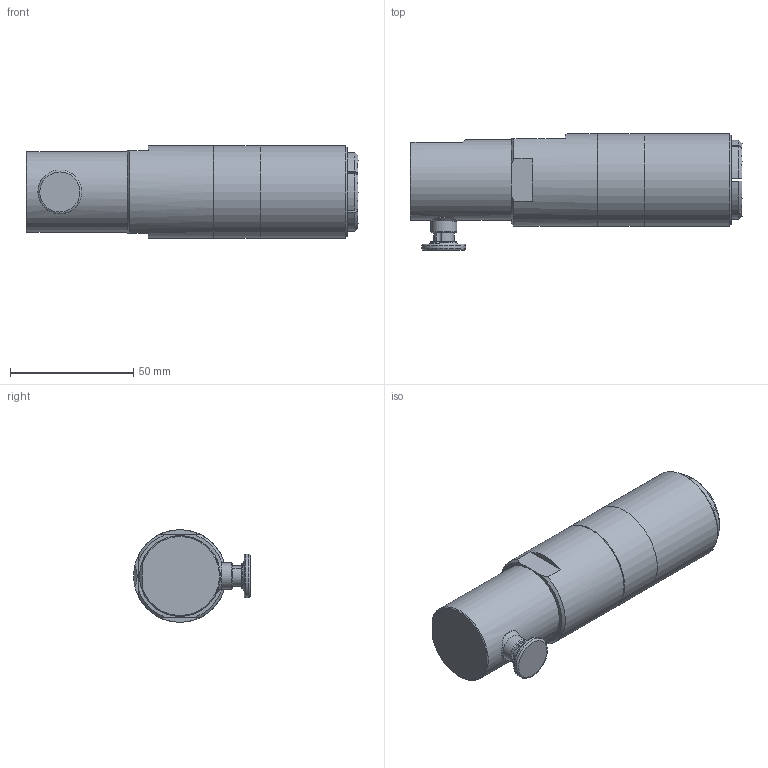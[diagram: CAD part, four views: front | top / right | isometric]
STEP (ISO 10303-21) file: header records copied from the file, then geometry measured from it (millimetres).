
FILE_DESCRIPTION(/* description */ (''),/* implementation_level */ '2;1');
FILE_NAME(/* name */ 'FXV081061PT.stp',/* time_stamp */ '2016-05-10T07:43:08-05:00',/* author */ ('scottg'),/* organization */ ('FasTest,Inc.'),/* preprocessor_version */ 'ST-DEVELOPER v16.1',/* originating_system */ 'Autodesk Inventor 2016',/* authorisation */ '');
FILE_SCHEMA (('AUTOMOTIVE_DESIGN { 1 0 10303 214 3 1 1 }'));
Length unit declared in the file: inch
Products named in the file (1): FXV081061PT
Bounding box: 134.68 x 47.36 x 37.59 mm (x, y, z)
Volume: 129745.6 mm3; surface area: 20371.1 mm2
Topology: 1 solids, 1 shells, 114 faces, 291 edges, 186 vertices
Faces by surface type: plane 46, cone 34, cylinder 27, torus 5, sphere 2
Full cylindrical faces by diameter (mm): 6.746 x1, 7.95 x1, 10.668 x1, 14.275 x1, 17.78 x1, 18.476 x1, 23.266 x1, 32.766 x1, 37.592 x3
Entity records: 3490 total; most frequent: CARTESIAN_POINT 802, DIRECTION 542, ORIENTED_EDGE 508, EDGE_CURVE 254, AXIS2_PLACEMENT_3D 228, VERTEX_POINT 174, EDGE_LOOP 146, FACE_OUTER_BOUND 114
